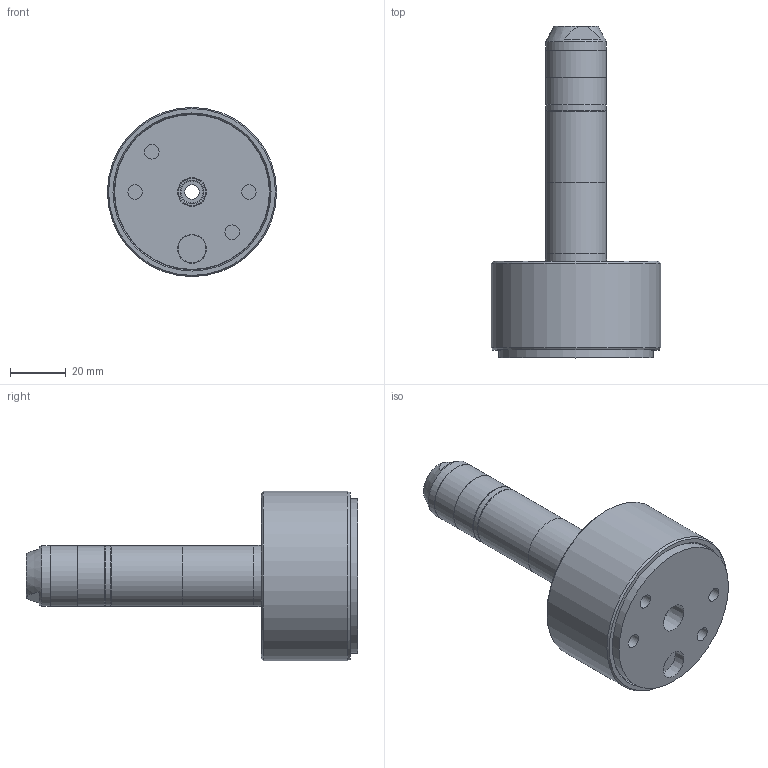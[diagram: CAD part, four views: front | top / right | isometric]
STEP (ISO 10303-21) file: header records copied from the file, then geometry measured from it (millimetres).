
FILE_DESCRIPTION (( 'STEP AP214' ), '1' );
FILE_NAME ('CTSC-001653.STEP', '2026-01-30T15:31:42', ( '' ), ( '' ), 'SwSTEP 2.0', 'SolidWorks 2023', '' );
FILE_SCHEMA (( 'AUTOMOTIVE_DESIGN' ));
Length unit declared in the file: millimetre
Products named in the file (1): CTSC-001653
Bounding box: 60.45 x 118.54 x 60.45 mm (x, y, z)
Volume: 124184.7 mm3; surface area: 30052.9 mm2
Topology: 8 solids, 8 shells, 78 faces, 136 edges, 89 vertices
Faces by surface type: plane 37, cylinder 28, cone 8, torus 5
Full cylindrical faces by diameter (mm): 5.105 x2, 5.156 x1, 5.16 x2, 7.937 x2, 8.433 x1, 9.525 x1, 9.906 x2, 9.931 x1, 10.236 x4, 16.51 x1, 16.739 x1, 21.742 x4, 21.793 x3, 55.321 x1, 55.575 x1, 60.452 x1
Entity records: 2377 total; most frequent: CARTESIAN_POINT 339, DIRECTION 318, ORIENTED_EDGE 182, AXIS2_PLACEMENT_3D 154, EDGE_LOOP 148, FACE_OUTER_BOUND 109, EDGE_CURVE 91, VERTEX_POINT 83
